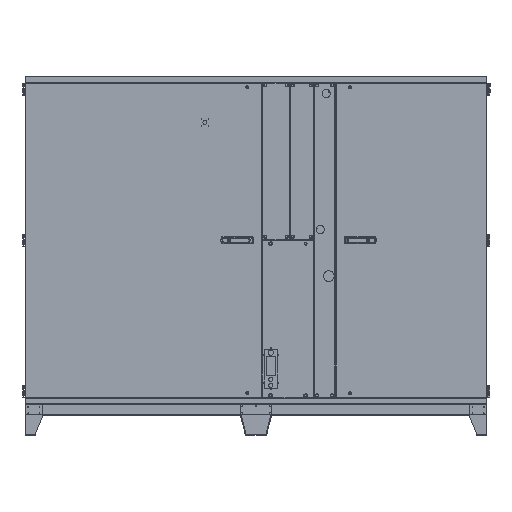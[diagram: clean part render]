
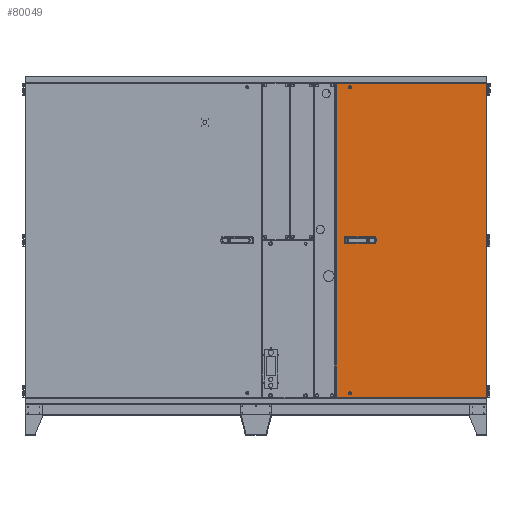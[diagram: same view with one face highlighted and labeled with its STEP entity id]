
A CAD part, top view. The second image highlights one B-rep face of the part: STEP entity #80049.
In plain terms, the highlighted planar face has unit normal (0, 0, 1).
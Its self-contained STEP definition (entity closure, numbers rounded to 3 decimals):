
#838 = AXIS2_PLACEMENT_3D ( 'NONE', #33447, #33448, #33449 ) ;
#848 = AXIS2_PLACEMENT_3D ( 'NONE', #33507, #33509, #33510 ) ;
#868 = AXIS2_PLACEMENT_3D ( 'NONE', #33586, #33588, #33590 ) ;
#908 = AXIS2_PLACEMENT_3D ( 'NONE', #33780, #33782, #33784 ) ;
#5267 = VERTEX_POINT ( 'NONE', #43801 ) ;
#5270 = VERTEX_POINT ( 'NONE', #43804 ) ;
#5448 = VERTEX_POINT ( 'NONE', #43993 ) ;
#5466 = VERTEX_POINT ( 'NONE', #43989 ) ;
#5560 = VERTEX_POINT ( 'NONE', #43718 ) ;
#5843 = VERTEX_POINT ( 'NONE', #43662 ) ;
#5858 = VERTEX_POINT ( 'NONE', #43978 ) ;
#5875 = VERTEX_POINT ( 'NONE', #43973 ) ;
#7309 = VERTEX_POINT ( 'NONE', #44761 ) ;
#7365 = VERTEX_POINT ( 'NONE', #45094 ) ;
#7415 = VERTEX_POINT ( 'NONE', #44909 ) ;
#7429 = VERTEX_POINT ( 'NONE', #45149 ) ;
#7450 = VERTEX_POINT ( 'NONE', #45794 ) ;
#7460 = VERTEX_POINT ( 'NONE', #45738 ) ;
#7529 = VERTEX_POINT ( 'NONE', #45781 ) ;
#9310 = CARTESIAN_POINT ( 'NONE',  ( 1150., 1597.6, 850.1 ) ) ;
#9313 = DIRECTION ( 'NONE',  ( 0., 0., 1. ) ) ;
#9318 = PLANE ( 'NONE',  #62770 ) ;
#9324 = DIRECTION ( 'NONE',  ( -1., 0., 0. ) ) ;
#26194 = CARTESIAN_POINT ( 'NONE',  ( 1148., 34.6, 850.1 ) ) ;
#27446 = LINE ( 'NONE', #33436, #27449 ) ;
#27449 = VECTOR ( 'NONE', #33437, 1000. ) ;
#27450 = LINE ( 'NONE', #33460, #27456 ) ;
#27451 = CIRCLE ( 'NONE', #838, 7.336 ) ;
#27452 = LINE ( 'NONE', #33450, #27454 ) ;
#27453 = LINE ( 'NONE', #33442, #27460 ) ;
#27454 = VECTOR ( 'NONE', #33459, 1000. ) ;
#27455 = LINE ( 'NONE', #33462, #27458 ) ;
#27456 = VECTOR ( 'NONE', #33461, 1000. ) ;
#27458 = VECTOR ( 'NONE', #33464, 1000. ) ;
#27459 = LINE ( 'NONE', #33470, #27462 ) ;
#27460 = VECTOR ( 'NONE', #33466, 1000. ) ;
#27462 = VECTOR ( 'NONE', #33472, 1000. ) ;
#27465 = CIRCLE ( 'NONE', #848, 7.336 ) ;
#27480 = CIRCLE ( 'NONE', #868, 7.336 ) ;
#27505 = LINE ( 'NONE', #33709, #27511 ) ;
#27507 = LINE ( 'NONE', #33699, #27509 ) ;
#27509 = VECTOR ( 'NONE', #33701, 1000. ) ;
#27510 = LINE ( 'NONE', #33721, #27513 ) ;
#27511 = VECTOR ( 'NONE', #33718, 1000. ) ;
#27513 = VECTOR ( 'NONE', #33724, 1000. ) ;
#27524 = CIRCLE ( 'NONE', #908, 7.336 ) ;
#27526 = LINE ( 'NONE', #33829, #27528 ) ;
#27528 = VECTOR ( 'NONE', #33832, 1000. ) ;
#27530 = LINE ( 'NONE', #33837, #27532 ) ;
#27531 = LINE ( 'NONE', #33855, #27534 ) ;
#27532 = VECTOR ( 'NONE', #33835, 1000. ) ;
#27534 = VECTOR ( 'NONE', #33858, 1000. ) ;
#33436 = CARTESIAN_POINT ( 'NONE',  ( 398.48, 34.6, 850.1 ) ) ;
#33437 = DIRECTION ( 'NONE',  ( 1., 0., 0. ) ) ;
#33442 = CARTESIAN_POINT ( 'NONE',  ( 443.48, 827.6, 850.1 ) ) ;
#33447 = CARTESIAN_POINT ( 'NONE',  ( 468.18, 1576.6, 850.1 ) ) ;
#33448 = DIRECTION ( 'NONE',  ( 0., 0., 1. ) ) ;
#33449 = DIRECTION ( 'NONE',  ( -0.005, 1., 0. ) ) ;
#33450 = CARTESIAN_POINT ( 'NONE',  ( 398.48, 1597.6, 850.1 ) ) ;
#33459 = DIRECTION ( 'NONE',  ( 0., -1., 0. ) ) ;
#33460 = CARTESIAN_POINT ( 'NONE',  ( 1148., 32.6, 850.1 ) ) ;
#33461 = DIRECTION ( 'NONE',  ( 0., 1., 0. ) ) ;
#33462 = CARTESIAN_POINT ( 'NONE',  ( 493.48, 802.6, 850.1 ) ) ;
#33464 = DIRECTION ( 'NONE',  ( 0., 1., 0. ) ) ;
#33466 = DIRECTION ( 'NONE',  ( -1., 0., 0. ) ) ;
#33470 = CARTESIAN_POINT ( 'NONE',  ( 443.48, 802.6, 850.1 ) ) ;
#33472 = DIRECTION ( 'NONE',  ( 0., -1., 0. ) ) ;
#33507 = CARTESIAN_POINT ( 'NONE',  ( 468.18, 53.6, 850.1 ) ) ;
#33509 = DIRECTION ( 'NONE',  ( 0., 0., 1. ) ) ;
#33510 = DIRECTION ( 'NONE',  ( 0.005, 1., 0. ) ) ;
#33586 = CARTESIAN_POINT ( 'NONE',  ( 468.18, 1576.6, 850.1 ) ) ;
#33588 = DIRECTION ( 'NONE',  ( 0., 0., 1. ) ) ;
#33590 = DIRECTION ( 'NONE',  ( -0.005, 1., 0. ) ) ;
#33699 = CARTESIAN_POINT ( 'NONE',  ( 543.48, 802.6, 850.1 ) ) ;
#33701 = DIRECTION ( 'NONE',  ( 0., -1., 0. ) ) ;
#33709 = CARTESIAN_POINT ( 'NONE',  ( 593.48, 802.6, 850.1 ) ) ;
#33718 = DIRECTION ( 'NONE',  ( 1., 0., 0. ) ) ;
#33721 = CARTESIAN_POINT ( 'NONE',  ( 593.48, 802.6, 850.1 ) ) ;
#33724 = DIRECTION ( 'NONE',  ( 0., 1., 0. ) ) ;
#33780 = CARTESIAN_POINT ( 'NONE',  ( 468.18, 53.6, 850.1 ) ) ;
#33782 = DIRECTION ( 'NONE',  ( 0., 0., 1. ) ) ;
#33784 = DIRECTION ( 'NONE',  ( 0.005, 1., 0. ) ) ;
#33829 = CARTESIAN_POINT ( 'NONE',  ( 1148., 1595.6, 850.1 ) ) ;
#33832 = DIRECTION ( 'NONE',  ( -1., 0., 0. ) ) ;
#33835 = DIRECTION ( 'NONE',  ( 1., 0., 0. ) ) ;
#33837 = CARTESIAN_POINT ( 'NONE',  ( 443.48, 802.6, 850.1 ) ) ;
#33855 = CARTESIAN_POINT ( 'NONE',  ( 593.48, 827.6, 850.1 ) ) ;
#33858 = DIRECTION ( 'NONE',  ( -1., 0., 0. ) ) ;
#38559 = EDGE_CURVE ( 'NONE', #7415, #128514, #27446, .T. ) ;
#38562 = EDGE_CURVE ( 'NONE', #5843, #7529, #27451, .T. ) ;
#38564 = EDGE_CURVE ( 'NONE', #5858, #7415, #27452, .T. ) ;
#38565 = EDGE_CURVE ( 'NONE', #128514, #5270, #27450, .T. ) ;
#38566 = EDGE_CURVE ( 'NONE', #7309, #5560, #27455, .T. ) ;
#38567 = EDGE_CURVE ( 'NONE', #5560, #5448, #27453, .T. ) ;
#38568 = EDGE_CURVE ( 'NONE', #5448, #7365, #27459, .T. ) ;
#38573 = EDGE_CURVE ( 'NONE', #7460, #7450, #27465, .T. ) ;
#38585 = EDGE_CURVE ( 'NONE', #7529, #5843, #27480, .T. ) ;
#38605 = EDGE_CURVE ( 'NONE', #5875, #5466, #27507, .T. ) ;
#38606 = EDGE_CURVE ( 'NONE', #5466, #5267, #27505, .T. ) ;
#38607 = EDGE_CURVE ( 'NONE', #5267, #7429, #27510, .T. ) ;
#38616 = EDGE_CURVE ( 'NONE', #7450, #7460, #27524, .T. ) ;
#38620 = EDGE_CURVE ( 'NONE', #5270, #5858, #27526, .T. ) ;
#38623 = EDGE_CURVE ( 'NONE', #7365, #7309, #27530, .T. ) ;
#38624 = EDGE_CURVE ( 'NONE', #7429, #5875, #27531, .T. ) ;
#43662 = CARTESIAN_POINT ( 'NONE',  ( 468.22, 1569.265, 850.1 ) ) ;
#43718 = CARTESIAN_POINT ( 'NONE',  ( 493.48, 827.6, 850.1 ) ) ;
#43801 = CARTESIAN_POINT ( 'NONE',  ( 593.48, 802.6, 850.1 ) ) ;
#43804 = CARTESIAN_POINT ( 'NONE',  ( 1148., 1595.6, 850.1 ) ) ;
#43973 = CARTESIAN_POINT ( 'NONE',  ( 543.48, 827.6, 850.1 ) ) ;
#43978 = CARTESIAN_POINT ( 'NONE',  ( 398.48, 1595.6, 850.1 ) ) ;
#43989 = CARTESIAN_POINT ( 'NONE',  ( 543.48, 802.6, 850.1 ) ) ;
#43993 = CARTESIAN_POINT ( 'NONE',  ( 443.48, 827.6, 850.1 ) ) ;
#44761 = CARTESIAN_POINT ( 'NONE',  ( 493.48, 802.6, 850.1 ) ) ;
#44909 = CARTESIAN_POINT ( 'NONE',  ( 398.48, 34.6, 850.1 ) ) ;
#45094 = CARTESIAN_POINT ( 'NONE',  ( 443.48, 802.6, 850.1 ) ) ;
#45149 = CARTESIAN_POINT ( 'NONE',  ( 593.48, 827.6, 850.1 ) ) ;
#45738 = CARTESIAN_POINT ( 'NONE',  ( 468.14, 46.265, 850.1 ) ) ;
#45781 = CARTESIAN_POINT ( 'NONE',  ( 468.14, 1583.935, 850.1 ) ) ;
#45794 = CARTESIAN_POINT ( 'NONE',  ( 468.22, 60.935, 850.1 ) ) ;
#48516 = ORIENTED_EDGE ( 'NONE', *, *, #38616, .F. ) ;
#48519 = ORIENTED_EDGE ( 'NONE', *, *, #38573, .F. ) ;
#48521 = ORIENTED_EDGE ( 'NONE', *, *, #38607, .F. ) ;
#48524 = ORIENTED_EDGE ( 'NONE', *, *, #38606, .F. ) ;
#48526 = ORIENTED_EDGE ( 'NONE', *, *, #38605, .F. ) ;
#48529 = ORIENTED_EDGE ( 'NONE', *, *, #38624, .F. ) ;
#48531 = ORIENTED_EDGE ( 'NONE', *, *, #38566, .F. ) ;
#48539 = ORIENTED_EDGE ( 'NONE', *, *, #38623, .F. ) ;
#48541 = ORIENTED_EDGE ( 'NONE', *, *, #38565, .T. ) ;
#48544 = ORIENTED_EDGE ( 'NONE', *, *, #38620, .T. ) ;
#48546 = ORIENTED_EDGE ( 'NONE', *, *, #38564, .T. ) ;
#48549 = ORIENTED_EDGE ( 'NONE', *, *, #38562, .F. ) ;
#48839 = ORIENTED_EDGE ( 'NONE', *, *, #38567, .F. ) ;
#48840 = ORIENTED_EDGE ( 'NONE', *, *, #38568, .F. ) ;
#48841 = ORIENTED_EDGE ( 'NONE', *, *, #38585, .F. ) ;
#48842 = ORIENTED_EDGE ( 'NONE', *, *, #38559, .T. ) ;
#52810 = EDGE_LOOP ( 'NONE', ( #48541, #48544, #48546, #48842 ) ) ;
#52998 = EDGE_LOOP ( 'NONE', ( #48841, #48549 ) ) ;
#53026 = EDGE_LOOP ( 'NONE', ( #48521, #48524, #48526, #48529 ) ) ;
#53092 = EDGE_LOOP ( 'NONE', ( #48516, #48519 ) ) ;
#53212 = EDGE_LOOP ( 'NONE', ( #48840, #48839, #48531, #48539 ) ) ;
#62770 = AXIS2_PLACEMENT_3D ( 'NONE', #9310, #9313, #9324 ) ;
#80049 = ADVANCED_FACE ( 'NONE', ( #130641, #130648, #130611, #130645, #130638 ), #9318, .T. ) ;
#128514 = VERTEX_POINT ( 'NONE', #26194 ) ;
#130611 = FACE_BOUND ( 'NONE', #53212, .T. ) ;
#130638 = FACE_BOUND ( 'NONE', #52998, .T. ) ;
#130641 = FACE_BOUND ( 'NONE', #53092, .T. ) ;
#130645 = FACE_OUTER_BOUND ( 'NONE', #52810, .T. ) ;
#130648 = FACE_BOUND ( 'NONE', #53026, .T. ) ;
